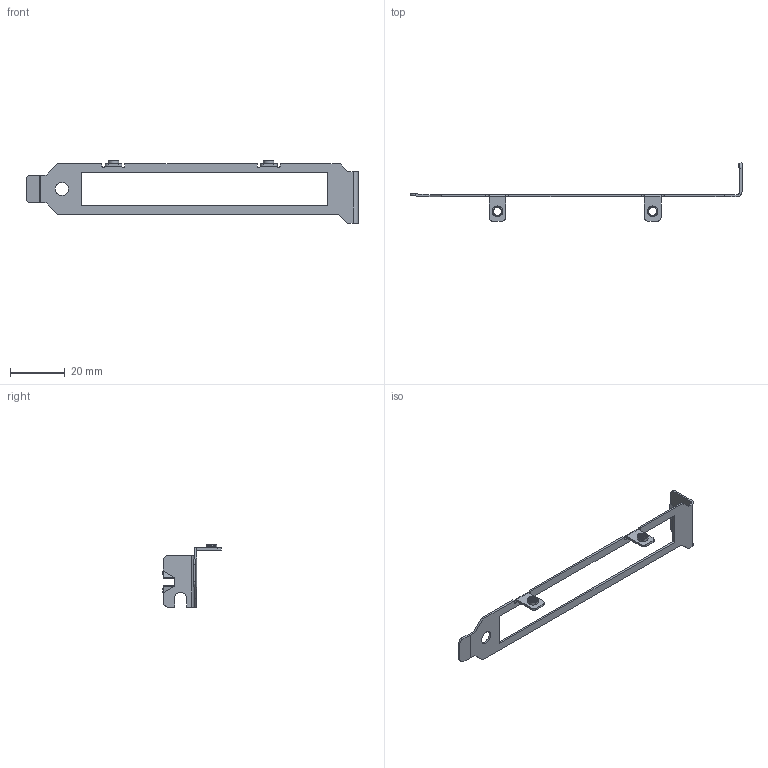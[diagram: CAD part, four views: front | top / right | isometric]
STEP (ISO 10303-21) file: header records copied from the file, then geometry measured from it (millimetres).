
FILE_DESCRIPTION(/* description */ (''),/* implementation_level */ '2;1');
FILE_NAME(/* name */ 'keystone-9202-maxconnector.step',/* time_stamp */ '2023-09-22T14:53:14-06:00',/* author */ (''),/* organization */ (''),/* preprocessor_version */ 'ST-DEVELOPER v20',/* originating_system */ 'Autodesk Translation Framework v12.14.0.127',/* authorisation */ '');
FILE_SCHEMA (('AUTOMOTIVE_DESIGN { 1 0 10303 214 3 1 1 }'));
Length unit declared in the file: inch
Products named in the file (1): keystone-PN9202
Bounding box: 120.87 x 21.21 x 22.71 mm (x, y, z)
Volume: 1022.7 mm3; surface area: 3094 mm2
Topology: 1 solids, 1 shells, 102 faces, 258 edges, 160 vertices
Faces by surface type: plane 67, cylinder 31, bspline 4
Full cylindrical faces by diameter (mm): 3.175 x8, 3.886 x2, 4.75 x1
Entity records: 4064 total; most frequent: CARTESIAN_POINT 1585, ORIENTED_EDGE 516, DIRECTION 484, EDGE_CURVE 258, LINE 186, VECTOR 186, VERTEX_POINT 160, AXIS2_PLACEMENT_3D 149
